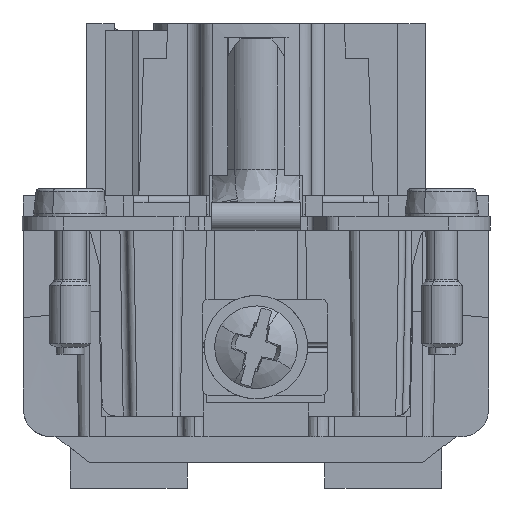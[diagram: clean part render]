
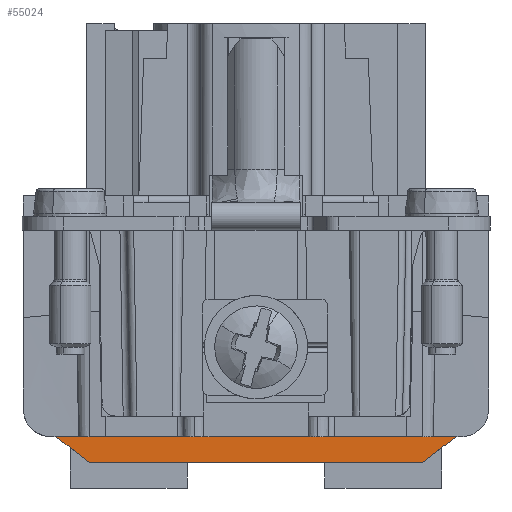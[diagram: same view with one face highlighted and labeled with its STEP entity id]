
A CAD part, front view. The second image highlights one B-rep face of the part: STEP entity #55024.
In plain terms, the highlighted planar face has unit normal (0, -1, 0).
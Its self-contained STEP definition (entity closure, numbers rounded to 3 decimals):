
#7350=AXIS2_PLACEMENT_3D('Plane Axis2P3D',#7347,#7348,#7349) ;
#35556=AXIS2_PLACEMENT_3D('Circle Axis2P3D',#35554,#35555,$) ;
#38843=AXIS2_PLACEMENT_3D('Circle Axis2P3D',#38841,#38842,$) ;
#38879=AXIS2_PLACEMENT_3D('Circle Axis2P3D',#38877,#38878,$) ;
#38897=AXIS2_PLACEMENT_3D('Circle Axis2P3D',#38895,#38896,$) ;
#7347=CARTESIAN_POINT('Axis2P3D Location',(25.6,15.25,18.75)) ;
#24870=CARTESIAN_POINT('Vertex',(3.778,15.25,4.75)) ;
#24885=CARTESIAN_POINT('Line Origine',(17.,15.25,4.75)) ;
#24889=CARTESIAN_POINT('Vertex',(30.222,15.25,4.75)) ;
#30234=CARTESIAN_POINT('Vertex',(3.43,15.25,4.75)) ;
#30237=CARTESIAN_POINT('Line Origine',(3.604,15.25,4.75)) ;
#32489=CARTESIAN_POINT('Line Origine',(30.396,15.25,4.75)) ;
#32493=CARTESIAN_POINT('Vertex',(30.57,15.25,4.75)) ;
#35551=CARTESIAN_POINT('Vertex',(1.63,15.25,6.519)) ;
#35554=CARTESIAN_POINT('Axis2P3D Location',(3.43,15.25,6.55)) ;
#35678=CARTESIAN_POINT('Vertex',(1.5,15.25,13.95)) ;
#35761=CARTESIAN_POINT('Vertex',(0.5,15.25,13.95)) ;
#35764=CARTESIAN_POINT('Line Origine',(1.,15.25,13.95)) ;
#35906=CARTESIAN_POINT('Vertex',(0.63,15.25,6.501)) ;
#35909=CARTESIAN_POINT('Line Origine',(0.565,15.25,10.226)) ;
#36191=CARTESIAN_POINT('Vertex',(4.9,15.25,1.866)) ;
#36194=CARTESIAN_POINT('Line Origine',(3.307,15.25,3.102)) ;
#36198=CARTESIAN_POINT('Vertex',(1.714,15.25,4.338)) ;
#36706=CARTESIAN_POINT('Vertex',(29.1,15.25,1.866)) ;
#36709=CARTESIAN_POINT('Line Origine',(17.,15.25,1.866)) ;
#37707=CARTESIAN_POINT('Vertex',(32.286,15.25,4.338)) ;
#37710=CARTESIAN_POINT('Line Origine',(30.693,15.25,3.102)) ;
#38031=CARTESIAN_POINT('Vertex',(33.5,15.25,13.95)) ;
#38034=CARTESIAN_POINT('Line Origine',(33.435,15.25,10.226)) ;
#38038=CARTESIAN_POINT('Vertex',(33.37,15.25,6.501)) ;
#38111=CARTESIAN_POINT('Vertex',(32.5,15.25,13.95)) ;
#38114=CARTESIAN_POINT('Line Origine',(33.,15.25,13.95)) ;
#38841=CARTESIAN_POINT('Axis2P3D Location',(30.57,15.25,6.55)) ;
#38845=CARTESIAN_POINT('Vertex',(32.37,15.25,6.519)) ;
#38860=CARTESIAN_POINT('Line Origine',(32.435,15.25,10.234)) ;
#38877=CARTESIAN_POINT('Axis2P3D Location',(30.57,15.25,6.55)) ;
#38895=CARTESIAN_POINT('Axis2P3D Location',(3.43,15.25,6.55)) ;
#38913=CARTESIAN_POINT('Line Origine',(1.565,15.25,10.234)) ;
#7348=DIRECTION('Axis2P3D Direction',(0.,1.,0.)) ;
#7349=DIRECTION('Axis2P3D XDirection',(-1.,0.,0.)) ;
#24886=DIRECTION('Vector Direction',(-1.,0.,0.)) ;
#30238=DIRECTION('Vector Direction',(-1.,0.,0.)) ;
#32490=DIRECTION('Vector Direction',(1.,0.,0.)) ;
#35555=DIRECTION('Axis2P3D Direction',(0.,-1.,0.)) ;
#35765=DIRECTION('Vector Direction',(-1.,0.,0.)) ;
#35910=DIRECTION('Vector Direction',(0.017,0.,-1.)) ;
#36195=DIRECTION('Vector Direction',(-0.79,0.,0.613)) ;
#36710=DIRECTION('Vector Direction',(-1.,0.,0.)) ;
#37711=DIRECTION('Vector Direction',(0.79,0.,0.613)) ;
#38035=DIRECTION('Vector Direction',(-0.017,0.,-1.)) ;
#38115=DIRECTION('Vector Direction',(1.,0.,0.)) ;
#38842=DIRECTION('Axis2P3D Direction',(0.,1.,0.)) ;
#38861=DIRECTION('Vector Direction',(0.017,0.,1.)) ;
#38878=DIRECTION('Axis2P3D Direction',(0.,1.,0.)) ;
#38896=DIRECTION('Axis2P3D Direction',(0.,-1.,0.)) ;
#38914=DIRECTION('Vector Direction',(-0.017,0.,1.)) ;
#24887=VECTOR('Line Direction',#24886,1.) ;
#30239=VECTOR('Line Direction',#30238,1.) ;
#32491=VECTOR('Line Direction',#32490,1.) ;
#35766=VECTOR('Line Direction',#35765,1.) ;
#35911=VECTOR('Line Direction',#35910,1.) ;
#36196=VECTOR('Line Direction',#36195,1.) ;
#36711=VECTOR('Line Direction',#36710,1.) ;
#37712=VECTOR('Line Direction',#37711,1.) ;
#38036=VECTOR('Line Direction',#38035,1.) ;
#38116=VECTOR('Line Direction',#38115,1.) ;
#38862=VECTOR('Line Direction',#38861,1.) ;
#38915=VECTOR('Line Direction',#38914,1.) ;
#55007=ORIENTED_EDGE('',*,*,#24891,.T.) ;
#55008=ORIENTED_EDGE('',*,*,#30241,.T.) ;
#55009=ORIENTED_EDGE('',*,*,#35558,.T.) ;
#55010=ORIENTED_EDGE('',*,*,#38917,.T.) ;
#55011=ORIENTED_EDGE('',*,*,#35768,.T.) ;
#55012=ORIENTED_EDGE('',*,*,#35913,.T.) ;
#55013=ORIENTED_EDGE('',*,*,#38899,.T.) ;
#55014=ORIENTED_EDGE('',*,*,#36200,.T.) ;
#55015=ORIENTED_EDGE('',*,*,#36713,.T.) ;
#55016=ORIENTED_EDGE('',*,*,#37714,.F.) ;
#55017=ORIENTED_EDGE('',*,*,#38881,.F.) ;
#55018=ORIENTED_EDGE('',*,*,#38040,.F.) ;
#55019=ORIENTED_EDGE('',*,*,#38118,.F.) ;
#55020=ORIENTED_EDGE('',*,*,#38864,.F.) ;
#55021=ORIENTED_EDGE('',*,*,#38847,.F.) ;
#55022=ORIENTED_EDGE('',*,*,#32495,.F.) ;
#55024=ADVANCED_FACE('K\X2\00F6\X0\rper.33',(#55023),#7351,.F.) ;
#35557=CIRCLE('generated circle',#35556,1.8) ;
#38844=CIRCLE('generated circle',#38843,1.8) ;
#38880=CIRCLE('generated circle',#38879,2.8) ;
#38898=CIRCLE('generated circle',#38897,2.8) ;
#24891=EDGE_CURVE('',#24890,#24871,#24888,.T.) ;
#30241=EDGE_CURVE('',#24871,#30235,#30240,.T.) ;
#32495=EDGE_CURVE('',#24890,#32494,#32492,.T.) ;
#35558=EDGE_CURVE('',#30235,#35552,#35557,.F.) ;
#35768=EDGE_CURVE('',#35679,#35762,#35767,.T.) ;
#35913=EDGE_CURVE('',#35762,#35907,#35912,.T.) ;
#36200=EDGE_CURVE('',#36199,#36192,#36197,.F.) ;
#36713=EDGE_CURVE('',#36192,#36707,#36712,.F.) ;
#37714=EDGE_CURVE('',#37708,#36707,#37713,.F.) ;
#38040=EDGE_CURVE('',#38032,#38039,#38037,.T.) ;
#38118=EDGE_CURVE('',#38112,#38032,#38117,.T.) ;
#38847=EDGE_CURVE('',#32494,#38846,#38844,.F.) ;
#38864=EDGE_CURVE('',#38846,#38112,#38863,.T.) ;
#38881=EDGE_CURVE('',#38039,#37708,#38880,.T.) ;
#38899=EDGE_CURVE('',#35907,#36199,#38898,.T.) ;
#38917=EDGE_CURVE('',#35552,#35679,#38916,.T.) ;
#55006=EDGE_LOOP('',(#55007,#55008,#55009,#55010,#55011,#55012,#55013,#55014,#55015,#55016,#55017,#55018,#55019,#55020,#55021,#55022)) ;
#55023=FACE_OUTER_BOUND('',#55006,.T.) ;
#24888=LINE('Line',#24885,#24887) ;
#30240=LINE('Line',#30237,#30239) ;
#32492=LINE('Line',#32489,#32491) ;
#35767=LINE('Line',#35764,#35766) ;
#35912=LINE('Line',#35909,#35911) ;
#36197=LINE('Line',#36194,#36196) ;
#36712=LINE('Line',#36709,#36711) ;
#37713=LINE('Line',#37710,#37712) ;
#38037=LINE('Line',#38034,#38036) ;
#38117=LINE('Line',#38114,#38116) ;
#38863=LINE('Line',#38860,#38862) ;
#38916=LINE('Line',#38913,#38915) ;
#7351=PLANE('',#7350) ;
#24871=VERTEX_POINT('',#24870) ;
#24890=VERTEX_POINT('',#24889) ;
#30235=VERTEX_POINT('',#30234) ;
#32494=VERTEX_POINT('',#32493) ;
#35552=VERTEX_POINT('',#35551) ;
#35679=VERTEX_POINT('',#35678) ;
#35762=VERTEX_POINT('',#35761) ;
#35907=VERTEX_POINT('',#35906) ;
#36192=VERTEX_POINT('',#36191) ;
#36199=VERTEX_POINT('',#36198) ;
#36707=VERTEX_POINT('',#36706) ;
#37708=VERTEX_POINT('',#37707) ;
#38032=VERTEX_POINT('',#38031) ;
#38039=VERTEX_POINT('',#38038) ;
#38112=VERTEX_POINT('',#38111) ;
#38846=VERTEX_POINT('',#38845) ;
